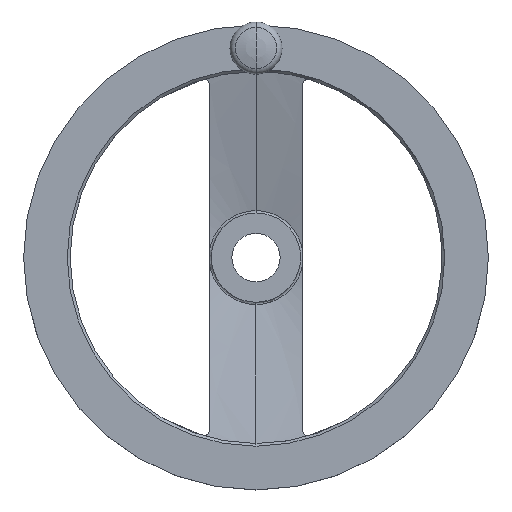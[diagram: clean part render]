
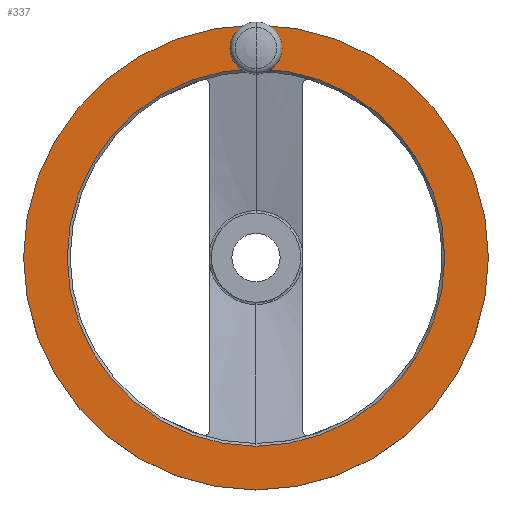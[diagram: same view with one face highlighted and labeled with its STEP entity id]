
A CAD part, top view. The second image highlights one B-rep face of the part: STEP entity #337.
In plain terms, the highlighted planar face has unit normal (0, 0, 1).
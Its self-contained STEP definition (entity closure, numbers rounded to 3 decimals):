
#327=EDGE_CURVE('',#605,#573,#838,.T.);
#337=ADVANCED_FACE('',(#849,#850,#851),#852,.T.);
#339=EDGE_CURVE('',#501,#525,#854,.T.);
#485=EDGE_CURVE('',#715,#663,#1015,.T.);
#501=VERTEX_POINT('',#1034);
#523=EDGE_CURVE('',#525,#501,#1058,.T.);
#525=VERTEX_POINT('',#1060);
#573=VERTEX_POINT('',#1110);
#581=EDGE_CURVE('',#663,#715,#1118,.T.);
#605=VERTEX_POINT('',#1145);
#625=EDGE_CURVE('',#573,#605,#1169,.T.);
#663=VERTEX_POINT('',#1210);
#715=VERTEX_POINT('',#1268);
#838=CIRCLE('',#1402,101.5);
#849=FACE_BOUND('',#1418,.T.);
#850=FACE_BOUND('',#1419,.T.);
#851=FACE_OUTER_BOUND('',#1420,.T.);
#852=PLANE('',#1421);
#854=CIRCLE('',#1424,125.0);
#1015=CIRCLE('',#1785,6.5);
#1034=CARTESIAN_POINT('',(0.,-125.0,51.0));
#1058=CIRCLE('',#1854,125.0);
#1060=CARTESIAN_POINT('',(0.,125.0,51.0));
#1110=CARTESIAN_POINT('',(0.,-101.5,51.0));
#1118=CIRCLE('',#1943,6.5);
#1145=CARTESIAN_POINT('',(0.,101.5,51.0));
#1169=CIRCLE('',#2033,101.5);
#1210=CARTESIAN_POINT('',(0.,119.0,51.0));
#1268=CARTESIAN_POINT('',(0.,106.0,51.0));
#1402=AXIS2_PLACEMENT_3D('',#2383,#2384,#2385);
#1418=EDGE_LOOP('',(#2401,#2402));
#1419=EDGE_LOOP('',(#2403,#2404));
#1420=EDGE_LOOP('',(#2405,#2406));
#1421=AXIS2_PLACEMENT_3D('',#2407,#2408,#2409);
#1424=AXIS2_PLACEMENT_3D('',#2410,#2411,#2412);
#1785=AXIS2_PLACEMENT_3D('',#2626,#2627,#2628);
#1854=AXIS2_PLACEMENT_3D('',#2675,#2676,#2677);
#1943=AXIS2_PLACEMENT_3D('',#2724,#2725,#2726);
#2033=AXIS2_PLACEMENT_3D('',#2796,#2797,#2798);
#2383=CARTESIAN_POINT('',(0.,0.,51.0));
#2384=DIRECTION('',(0.,0.,1.0));
#2385=DIRECTION('',(0.,1.0,0.));
#2401=ORIENTED_EDGE('',*,*,#485,.T.);
#2402=ORIENTED_EDGE('',*,*,#581,.T.);
#2403=ORIENTED_EDGE('',*,*,#327,.F.);
#2404=ORIENTED_EDGE('',*,*,#625,.F.);
#2405=ORIENTED_EDGE('',*,*,#523,.T.);
#2406=ORIENTED_EDGE('',*,*,#339,.T.);
#2407=CARTESIAN_POINT('',(0.,113.25,51.0));
#2408=DIRECTION('',(0.,0.,1.0));
#2409=DIRECTION('',(0.,1.0,0.0));
#2410=CARTESIAN_POINT('',(0.,0.,51.0));
#2411=DIRECTION('',(0.,0.,1.0));
#2412=DIRECTION('',(0.,1.0,0.));
#2626=CARTESIAN_POINT('',(0.,112.5,51.0));
#2627=DIRECTION('',(0.,0.,-1.0));
#2628=DIRECTION('',(0.,-1.0,0.));
#2675=CARTESIAN_POINT('',(0.,0.,51.0));
#2676=DIRECTION('',(0.,0.,1.0));
#2677=DIRECTION('',(0.,1.0,0.));
#2724=CARTESIAN_POINT('',(0.,112.5,51.0));
#2725=DIRECTION('',(0.,0.,-1.0));
#2726=DIRECTION('',(0.,-1.0,0.));
#2796=CARTESIAN_POINT('',(0.,0.,51.0));
#2797=DIRECTION('',(0.,0.,1.0));
#2798=DIRECTION('',(0.,1.0,0.));
